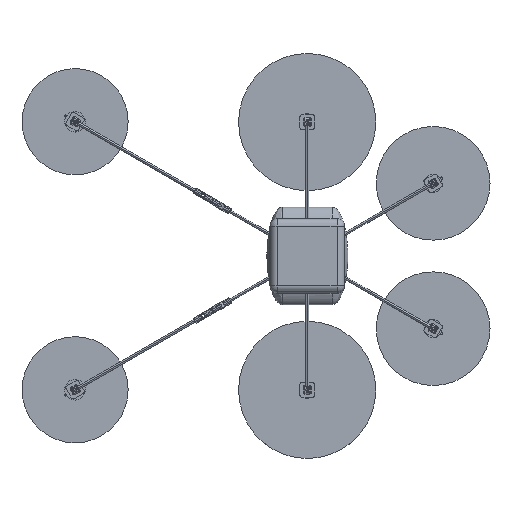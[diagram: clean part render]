
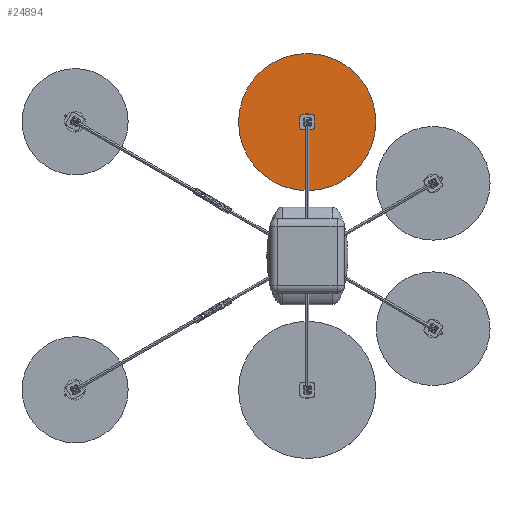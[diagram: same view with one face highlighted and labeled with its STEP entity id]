
A CAD part, top view. The second image highlights one B-rep face of the part: STEP entity #24894.
In plain terms, the highlighted planar face has unit normal (0, 0, 1).
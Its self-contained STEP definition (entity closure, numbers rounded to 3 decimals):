
#24789=CARTESIAN_POINT('',(0.,0.,19.558));
#24790=DIRECTION('',(0.,0.,1.));
#24791=DIRECTION('',(1.,0.,0.));
#24792=AXIS2_PLACEMENT_3D('',#24789,#24790,#24791);
#24794=CARTESIAN_POINT('',(0.,0.,19.558));
#24795=DIRECTION('',(0.,0.,1.));
#24796=DIRECTION('',(-1.,0.,0.));
#24797=AXIS2_PLACEMENT_3D('',#24794,#24795,#24796);
#24799=CARTESIAN_POINT('',(0.,0.,19.558));
#24800=DIRECTION('',(0.,0.,-1.));
#24801=DIRECTION('',(1.,0.,0.));
#24802=AXIS2_PLACEMENT_3D('',#24799,#24800,#24801);
#24804=CARTESIAN_POINT('',(0.,0.,19.558));
#24805=DIRECTION('',(0.,0.,-1.));
#24806=DIRECTION('',(-1.,0.,0.));
#24807=AXIS2_PLACEMENT_3D('',#24804,#24805,#24806);
#24821=CARTESIAN_POINT('',(229.87,0.,19.558));
#24822=CARTESIAN_POINT('',(-229.87,0.,19.558));
#24823=VERTEX_POINT('',#24821);
#24824=VERTEX_POINT('',#24822);
#24829=CARTESIAN_POINT('',(3.969,0.,19.558));
#24830=CARTESIAN_POINT('',(-3.969,0.,19.558));
#24831=VERTEX_POINT('',#24829);
#24832=VERTEX_POINT('',#24830);
#24879=CARTESIAN_POINT('',(0.,0.,19.558));
#24880=DIRECTION('',(0.,0.,1.));
#24881=DIRECTION('',(1.,0.,0.));
#24882=AXIS2_PLACEMENT_3D('',#24879,#24880,#24881);
#24883=PLANE('',#24882);
#24884=ORIENTED_EDGE('',*,*,#24859,.F.);
#24885=ORIENTED_EDGE('',*,*,#24873,.F.);
#24886=EDGE_LOOP('',(#24884,#24885));
#24887=FACE_OUTER_BOUND('',#24886,.F.);
#24889=ORIENTED_EDGE('',*,*,#24888,.F.);
#24891=ORIENTED_EDGE('',*,*,#24890,.F.);
#24892=EDGE_LOOP('',(#24889,#24891));
#24893=FACE_BOUND('',#24892,.F.);
#24894=ADVANCED_FACE('',(#24887,#24893),#24883,.T.);
#24793=CIRCLE('',#24792,229.87);
#24798=CIRCLE('',#24797,229.87);
#24803=CIRCLE('',#24802,3.969);
#24808=CIRCLE('',#24807,3.969);
#24859=EDGE_CURVE('',#24823,#24824,#24793,.T.);
#24873=EDGE_CURVE('',#24824,#24823,#24798,.T.);
#24888=EDGE_CURVE('',#24831,#24832,#24803,.T.);
#24890=EDGE_CURVE('',#24832,#24831,#24808,.T.);
